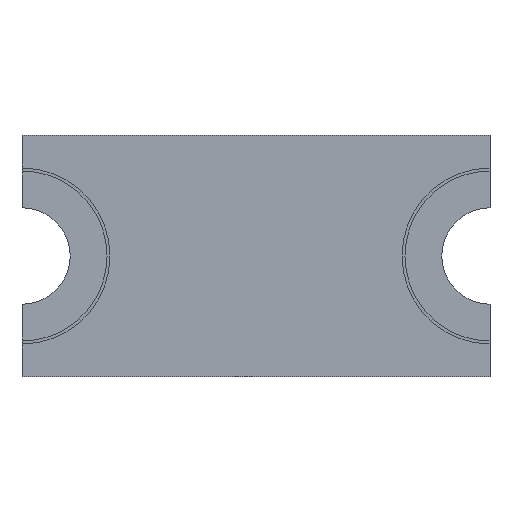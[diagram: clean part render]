
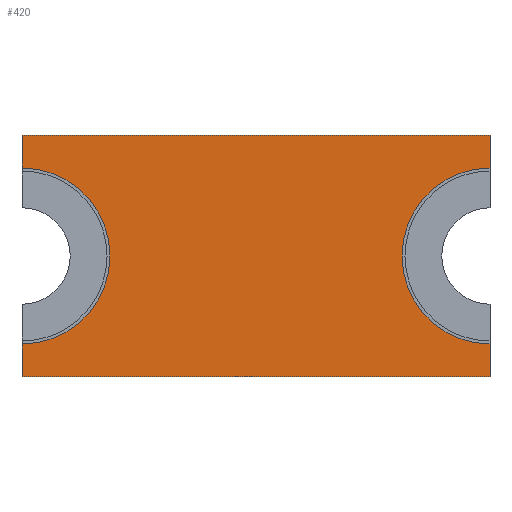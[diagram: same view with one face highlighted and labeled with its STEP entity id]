
A CAD part, front view. The second image highlights one B-rep face of the part: STEP entity #420.
In plain terms, the highlighted planar face has unit normal (0, -1, 0).
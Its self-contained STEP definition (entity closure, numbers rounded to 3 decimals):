
#1=CARTESIAN_POINT('',(0.825,0.,0.));
#2=DIRECTION('',(0.,-1.,0.));
#3=DIRECTION('',(0.,0.,1.));
#4=AXIS2_PLACEMENT_3D('',#1,#2,#3);
#6=DIRECTION('',(0.,0.,-1.));
#7=VECTOR('',#6,0.115);
#8=CARTESIAN_POINT('',(0.825,0.,-0.31));
#9=LINE('',#8,#7);
#10=DIRECTION('',(-1.,0.,0.));
#11=VECTOR('',#10,1.65);
#12=CARTESIAN_POINT('',(0.825,0.,-0.425));
#13=LINE('',#12,#11);
#14=DIRECTION('',(0.,0.,1.));
#15=VECTOR('',#14,0.115);
#16=CARTESIAN_POINT('',(-0.825,0.,-0.425));
#17=LINE('',#16,#15);
#18=CARTESIAN_POINT('',(-0.825,0.,0.));
#19=DIRECTION('',(0.,-1.,0.));
#20=DIRECTION('',(0.,0.,-1.));
#21=AXIS2_PLACEMENT_3D('',#18,#19,#20);
#23=DIRECTION('',(0.,0.,1.));
#24=VECTOR('',#23,0.115);
#25=CARTESIAN_POINT('',(-0.825,0.,0.31));
#26=LINE('',#25,#24);
#27=DIRECTION('',(1.,0.,0.));
#28=VECTOR('',#27,1.65);
#29=CARTESIAN_POINT('',(-0.825,0.,0.425));
#30=LINE('',#29,#28);
#31=DIRECTION('',(0.,0.,-1.));
#32=VECTOR('',#31,0.115);
#33=CARTESIAN_POINT('',(0.825,0.,0.425));
#34=LINE('',#33,#32);
#301=CARTESIAN_POINT('',(-0.825,0.,0.425));
#302=CARTESIAN_POINT('',(0.825,0.,0.425));
#303=VERTEX_POINT('',#301);
#304=VERTEX_POINT('',#302);
#305=CARTESIAN_POINT('',(0.825,0.,-0.425));
#306=CARTESIAN_POINT('',(-0.825,0.,-0.425));
#307=VERTEX_POINT('',#305);
#308=VERTEX_POINT('',#306);
#365=CARTESIAN_POINT('',(0.825,0.,0.31));
#366=CARTESIAN_POINT('',(0.825,0.,-0.31));
#367=VERTEX_POINT('',#365);
#368=VERTEX_POINT('',#366);
#377=CARTESIAN_POINT('',(-0.825,0.,-0.31));
#378=CARTESIAN_POINT('',(-0.825,0.,0.31));
#379=VERTEX_POINT('',#377);
#380=VERTEX_POINT('',#378);
#397=CARTESIAN_POINT('',(0.,0.,0.));
#398=DIRECTION('',(0.,1.,0.));
#399=DIRECTION('',(1.,0.,0.));
#400=AXIS2_PLACEMENT_3D('',#397,#398,#399);
#401=PLANE('',#400);
#403=ORIENTED_EDGE('',*,*,#402,.T.);
#405=ORIENTED_EDGE('',*,*,#404,.T.);
#407=ORIENTED_EDGE('',*,*,#406,.T.);
#409=ORIENTED_EDGE('',*,*,#408,.T.);
#411=ORIENTED_EDGE('',*,*,#410,.T.);
#413=ORIENTED_EDGE('',*,*,#412,.T.);
#415=ORIENTED_EDGE('',*,*,#414,.T.);
#417=ORIENTED_EDGE('',*,*,#416,.T.);
#418=EDGE_LOOP('',(#403,#405,#407,#409,#411,#413,#415,#417));
#419=FACE_OUTER_BOUND('',#418,.F.);
#5=CIRCLE('',#4,0.31);
#22=CIRCLE('',#21,0.31);
#402=EDGE_CURVE('',#367,#368,#5,.T.);
#404=EDGE_CURVE('',#368,#307,#9,.T.);
#406=EDGE_CURVE('',#307,#308,#13,.T.);
#408=EDGE_CURVE('',#308,#379,#17,.T.);
#410=EDGE_CURVE('',#379,#380,#22,.T.);
#412=EDGE_CURVE('',#380,#303,#26,.T.);
#414=EDGE_CURVE('',#303,#304,#30,.T.);
#416=EDGE_CURVE('',#304,#367,#34,.T.);
#420=ADVANCED_FACE('',(#419),#401,.F.);
